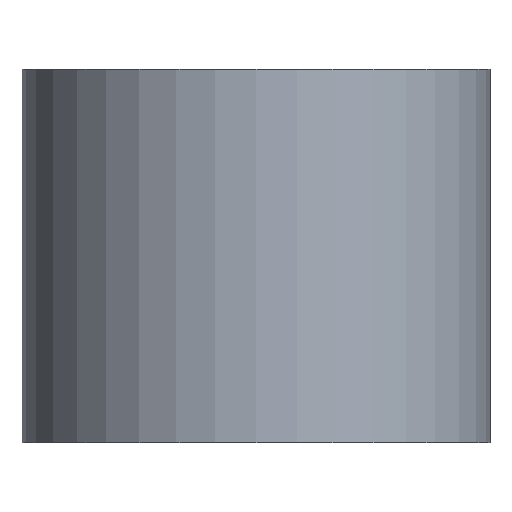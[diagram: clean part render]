
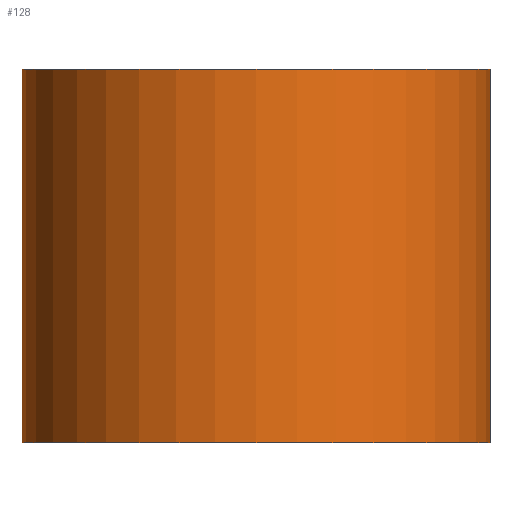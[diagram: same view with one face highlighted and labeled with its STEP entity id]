
A CAD part, front view. The second image highlights one B-rep face of the part: STEP entity #128.
In plain terms, the highlighted cylindrical face has radius 3.975 mm (diameter 7.95 mm), a partial arc.
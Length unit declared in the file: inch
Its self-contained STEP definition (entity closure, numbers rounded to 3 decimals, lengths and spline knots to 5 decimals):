
#11 = DIRECTION ( 'NONE',  ( 1., 0., 0. ) ) ;
#12 = AXIS2_PLACEMENT_3D ( 'NONE', #103, #159, #146 ) ;
#14 = LINE ( 'NONE', #233, #64 ) ;
#19 = VECTOR ( 'NONE', #63, 39.37008 ) ;
#21 = CARTESIAN_POINT ( 'NONE',  ( -0.1565, 0., 0.125 ) ) ;
#28 = CARTESIAN_POINT ( 'NONE',  ( 0.1565, 0., 0.125 ) ) ;
#36 = CARTESIAN_POINT ( 'NONE',  ( 0., 0., -0.125 ) ) ;
#45 = DIRECTION ( 'NONE',  ( 0., 0., -1. ) ) ;
#63 = DIRECTION ( 'NONE',  ( 0., 0., -1. ) ) ;
#64 = VECTOR ( 'NONE', #74, 39.37008 ) ;
#74 = DIRECTION ( 'NONE',  ( 0., 0., -1. ) ) ;
#75 = DIRECTION ( 'NONE',  ( 0., 0., 1. ) ) ;
#77 = CARTESIAN_POINT ( 'NONE',  ( 0.1565, 0., 0.125 ) ) ;
#82 = CARTESIAN_POINT ( 'NONE',  ( -0.1565, 0., -0.125 ) ) ;
#86 = VERTEX_POINT ( 'NONE', #82 ) ;
#96 = EDGE_CURVE ( 'NONE', #158, #202, #129, .T. ) ;
#103 = CARTESIAN_POINT ( 'NONE',  ( 0., 0., 0.125 ) ) ;
#107 = EDGE_LOOP ( 'NONE', ( #175, #113, #195, #189 ) ) ;
#109 = FACE_OUTER_BOUND ( 'NONE', #107, .T. ) ;
#113 = ORIENTED_EDGE ( 'NONE', *, *, #96, .F. ) ;
#122 = AXIS2_PLACEMENT_3D ( 'NONE', #242, #45, #248 ) ;
#128 = ADVANCED_FACE ( 'NONE', ( #109 ), #213, .T. ) ;
#129 = CIRCLE ( 'NONE', #12, 0.1565 ) ;
#132 = EDGE_CURVE ( 'NONE', #158, #86, #14, .T. ) ;
#146 = DIRECTION ( 'NONE',  ( 1., 0., 0. ) ) ;
#149 = CARTESIAN_POINT ( 'NONE',  ( 0.1565, 0., -0.125 ) ) ;
#150 = LINE ( 'NONE', #77, #19 ) ;
#158 = VERTEX_POINT ( 'NONE', #21 ) ;
#159 = DIRECTION ( 'NONE',  ( 0., 0., 1. ) ) ;
#168 = CIRCLE ( 'NONE', #196, 0.1565 ) ;
#171 = EDGE_CURVE ( 'NONE', #86, #235, #168, .T. ) ;
#175 = ORIENTED_EDGE ( 'NONE', *, *, #247, .F. ) ;
#189 = ORIENTED_EDGE ( 'NONE', *, *, #171, .T. ) ;
#195 = ORIENTED_EDGE ( 'NONE', *, *, #132, .T. ) ;
#196 = AXIS2_PLACEMENT_3D ( 'NONE', #36, #75, #11 ) ;
#202 = VERTEX_POINT ( 'NONE', #28 ) ;
#213 = CYLINDRICAL_SURFACE ( 'NONE', #122, 0.1565 ) ;
#233 = CARTESIAN_POINT ( 'NONE',  ( -0.1565, 0., 0.125 ) ) ;
#235 = VERTEX_POINT ( 'NONE', #149 ) ;
#242 = CARTESIAN_POINT ( 'NONE',  ( 0., 0., 0.125 ) ) ;
#247 = EDGE_CURVE ( 'NONE', #202, #235, #150, .T. ) ;
#248 = DIRECTION ( 'NONE',  ( -1., 0., 0. ) ) ;
